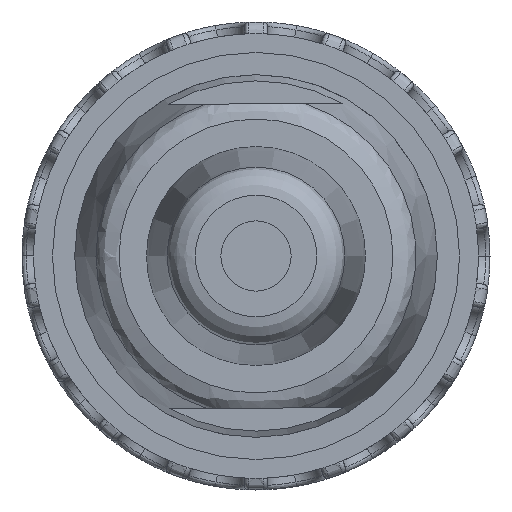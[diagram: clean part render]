
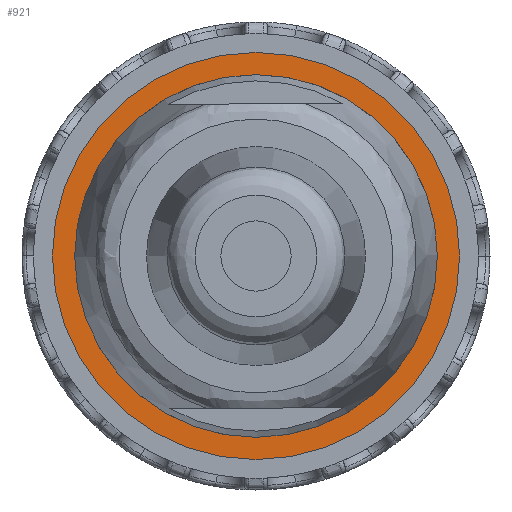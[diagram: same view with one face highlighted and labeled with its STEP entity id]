
A CAD part, left-side view. The second image highlights one B-rep face of the part: STEP entity #921.
In plain terms, the highlighted planar face has unit normal (-1, 0, 0).
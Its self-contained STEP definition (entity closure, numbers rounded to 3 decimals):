
#921=ADVANCED_FACE('4-0-161',(#1279,#1280),#1207,.T.);
#1207=PLANE('',#5143);
#1279=FACE_BOUND('',#1382,.T.);
#1280=FACE_BOUND('',#1383,.T.);
#1382=EDGE_LOOP('',(#2155));
#1383=EDGE_LOOP('',(#2156));
#1676=CIRCLE('',#5139,8.7);
#1678=CIRCLE('',#5142,7.75);
#2155=ORIENTED_EDGE('',*,*,#4043,.F.);
#2156=ORIENTED_EDGE('',*,*,#4041,.T.);
#3507=VERTEX_POINT('',#7103);
#3509=VERTEX_POINT('',#7108);
#4041=EDGE_CURVE('',#3507,#3507,#1676,.T.);
#4043=EDGE_CURVE('',#3509,#3509,#1678,.T.);
#5139=AXIS2_PLACEMENT_3D('',#7102,#5716,#5717);
#5142=AXIS2_PLACEMENT_3D('',#7107,#5722,#5723);
#5143=AXIS2_PLACEMENT_3D('',#7109,#5724,#5725);
#5716=DIRECTION('',(-1.,0.,0.));
#5717=DIRECTION('',(0.,-0.866,-0.5));
#5722=DIRECTION('',(-1.,0.,0.));
#5723=DIRECTION('',(0.,0.,1.));
#5724=DIRECTION('',(-1.,0.,0.));
#5725=DIRECTION('',(0.,0.866,0.5));
#7102=CARTESIAN_POINT('',(0.,0.,0.));
#7103=CARTESIAN_POINT('',(0.,-7.534,-4.35));
#7107=CARTESIAN_POINT('',(0.,0.,0.));
#7108=CARTESIAN_POINT('',(0.,0.,7.75));
#7109=CARTESIAN_POINT('',(0.,-13.073,3.503));
